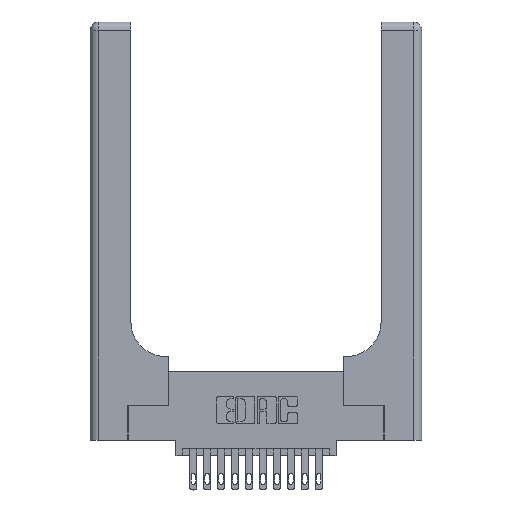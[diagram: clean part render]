
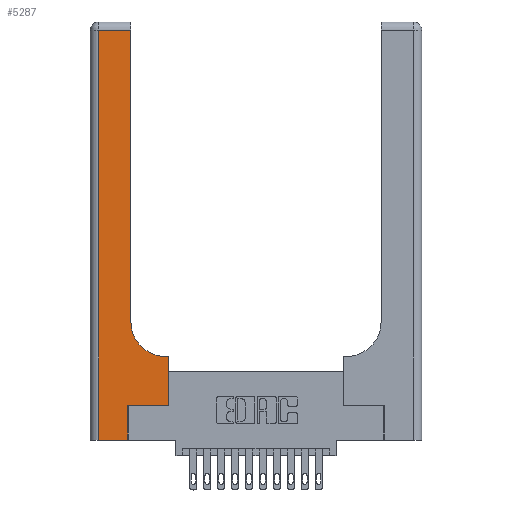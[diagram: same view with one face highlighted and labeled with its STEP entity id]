
A CAD part, top view. The second image highlights one B-rep face of the part: STEP entity #5287.
In plain terms, the highlighted planar face has unit normal (0, 0, 1).
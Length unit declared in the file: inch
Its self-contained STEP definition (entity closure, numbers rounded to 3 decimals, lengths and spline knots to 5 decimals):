
#125 = VERTEX_POINT ( 'NONE', #16953 ) ;
#672 = ORIENTED_EDGE ( 'NONE', *, *, #7002, .T. ) ;
#753 = VERTEX_POINT ( 'NONE', #14747 ) ;
#901 = ORIENTED_EDGE ( 'NONE', *, *, #11487, .T. ) ;
#1201 = ORIENTED_EDGE ( 'NONE', *, *, #14333, .T. ) ;
#1627 = LINE ( 'NONE', #14608, #11278 ) ;
#1756 = CARTESIAN_POINT ( 'NONE',  ( 0.06, 2.94, 0.37 ) ) ;
#2662 = EDGE_CURVE ( 'NONE', #125, #4149, #7051, .T. ) ;
#2933 = LINE ( 'NONE', #14230, #10033 ) ;
#3189 = VECTOR ( 'NONE', #11573, 39.37008 ) ;
#3266 = VERTEX_POINT ( 'NONE', #15978 ) ;
#3516 = CARTESIAN_POINT ( 'NONE',  ( 0.5585, 0.25, 0.37 ) ) ;
#3682 = EDGE_CURVE ( 'NONE', #753, #6641, #4540, .T. ) ;
#4149 = VERTEX_POINT ( 'NONE', #16316 ) ;
#4450 = LINE ( 'NONE', #10233, #3189 ) ;
#4540 = LINE ( 'NONE', #5416, #11001 ) ;
#4592 = AXIS2_PLACEMENT_3D ( 'NONE', #15182, #7100, #11040 ) ;
#5287 = ADVANCED_FACE ( 'NONE', ( #13057 ), #16754, .F. ) ;
#5416 = CARTESIAN_POINT ( 'NONE',  ( 0.2915, 0.6, 0.37 ) ) ;
#5810 = ORIENTED_EDGE ( 'NONE', *, *, #3682, .T. ) ;
#6641 = VERTEX_POINT ( 'NONE', #11071 ) ;
#6743 = ORIENTED_EDGE ( 'NONE', *, *, #13995, .T. ) ;
#7002 = EDGE_CURVE ( 'NONE', #4149, #14470, #9235, .T. ) ;
#7051 = LINE ( 'NONE', #12640, #12951 ) ;
#7100 = DIRECTION ( 'NONE',  ( 0., 0., -1. ) ) ;
#7827 = CARTESIAN_POINT ( 'NONE',  ( 0.269, 0.25, 0.37 ) ) ;
#7864 = VERTEX_POINT ( 'NONE', #8925 ) ;
#7972 = ORIENTED_EDGE ( 'NONE', *, *, #11633, .T. ) ;
#8262 = DIRECTION ( 'NONE',  ( -1., 0., 0. ) ) ;
#8379 = EDGE_CURVE ( 'NONE', #7864, #11017, #2933, .T. ) ;
#8394 = AXIS2_PLACEMENT_3D ( 'NONE', #15461, #12803, #15522 ) ;
#8888 = DIRECTION ( 'NONE',  ( 0., 1., 0. ) ) ;
#8925 = CARTESIAN_POINT ( 'NONE',  ( 0.2915, 0.85, 0.37 ) ) ;
#9235 = LINE ( 'NONE', #7827, #13241 ) ;
#10033 = VECTOR ( 'NONE', #8888, 39.37008 ) ;
#10233 = CARTESIAN_POINT ( 'NONE',  ( 0.5585, 0.25, 0.37 ) ) ;
#10285 = LINE ( 'NONE', #13751, #14730 ) ;
#10518 = CARTESIAN_POINT ( 'NONE',  ( 0., 0., 0.37 ) ) ;
#11001 = VECTOR ( 'NONE', #14813, 39.37008 ) ;
#11017 = VERTEX_POINT ( 'NONE', #17370 ) ;
#11040 = DIRECTION ( 'NONE',  ( 1., 0., 0. ) ) ;
#11063 = LINE ( 'NONE', #10518, #13170 ) ;
#11071 = CARTESIAN_POINT ( 'NONE',  ( 0.5415, 0.6, 0.37 ) ) ;
#11278 = VECTOR ( 'NONE', #17361, 39.37008 ) ;
#11487 = EDGE_CURVE ( 'NONE', #11017, #13107, #10285, .T. ) ;
#11573 = DIRECTION ( 'NONE',  ( 0., 1., 0. ) ) ;
#11633 = EDGE_CURVE ( 'NONE', #14470, #753, #4450, .T. ) ;
#11666 = ORIENTED_EDGE ( 'NONE', *, *, #8379, .T. ) ;
#12040 = DIRECTION ( 'NONE',  ( 1., 0., 0. ) ) ;
#12640 = CARTESIAN_POINT ( 'NONE',  ( 0.269, 0., 0.37 ) ) ;
#12803 = DIRECTION ( 'NONE',  ( 0., 0., -1. ) ) ;
#12951 = VECTOR ( 'NONE', #13826, 39.37008 ) ;
#13057 = FACE_OUTER_BOUND ( 'NONE', #16238, .T. ) ;
#13107 = VERTEX_POINT ( 'NONE', #1756 ) ;
#13170 = VECTOR ( 'NONE', #12040, 39.37008 ) ;
#13241 = VECTOR ( 'NONE', #14564, 39.37008 ) ;
#13751 = CARTESIAN_POINT ( 'NONE',  ( 0., 2.94, 0.37 ) ) ;
#13826 = DIRECTION ( 'NONE',  ( 0., 1., 0. ) ) ;
#13995 = EDGE_CURVE ( 'NONE', #13107, #3266, #1627, .T. ) ;
#14230 = CARTESIAN_POINT ( 'NONE',  ( 0.2915, 3., 0.37 ) ) ;
#14333 = EDGE_CURVE ( 'NONE', #6641, #7864, #16109, .T. ) ;
#14470 = VERTEX_POINT ( 'NONE', #3516 ) ;
#14564 = DIRECTION ( 'NONE',  ( 1., 0., 0. ) ) ;
#14608 = CARTESIAN_POINT ( 'NONE',  ( 0.06, 3., 0.37 ) ) ;
#14730 = VECTOR ( 'NONE', #8262, 39.37008 ) ;
#14747 = CARTESIAN_POINT ( 'NONE',  ( 0.5585, 0.6, 0.37 ) ) ;
#14813 = DIRECTION ( 'NONE',  ( -1., 0., 0. ) ) ;
#15182 = CARTESIAN_POINT ( 'NONE',  ( 0.5415, 0.85, 0.37 ) ) ;
#15461 = CARTESIAN_POINT ( 'NONE',  ( 0., 3., 0.37 ) ) ;
#15522 = DIRECTION ( 'NONE',  ( -1., 0., 0. ) ) ;
#15978 = CARTESIAN_POINT ( 'NONE',  ( 0.06, 0., 0.37 ) ) ;
#16109 = CIRCLE ( 'NONE', #4592, 0.25 ) ;
#16238 = EDGE_LOOP ( 'NONE', ( #11666, #901, #6743, #16412, #16413, #672, #7972, #5810, #1201 ) ) ;
#16316 = CARTESIAN_POINT ( 'NONE',  ( 0.269, 0.25, 0.37 ) ) ;
#16412 = ORIENTED_EDGE ( 'NONE', *, *, #17288, .T. ) ;
#16413 = ORIENTED_EDGE ( 'NONE', *, *, #2662, .T. ) ;
#16754 = PLANE ( 'NONE',  #8394 ) ;
#16953 = CARTESIAN_POINT ( 'NONE',  ( 0.269, 0., 0.37 ) ) ;
#17288 = EDGE_CURVE ( 'NONE', #3266, #125, #11063, .T. ) ;
#17361 = DIRECTION ( 'NONE',  ( 0., -1., 0. ) ) ;
#17370 = CARTESIAN_POINT ( 'NONE',  ( 0.2915, 2.94, 0.37 ) ) ;
